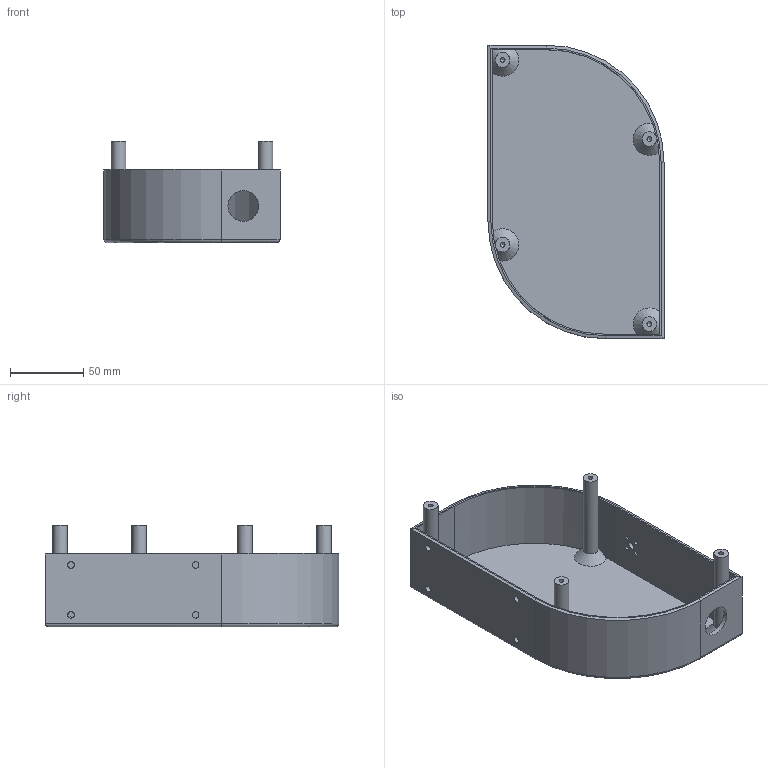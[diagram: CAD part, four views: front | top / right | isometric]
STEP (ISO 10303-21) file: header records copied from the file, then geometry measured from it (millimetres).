
FILE_DESCRIPTION(/* description */ (''),/* implementation_level */ '2;1');
FILE_NAME(/* name */ 'Panel box.stp',/* time_stamp */ '2019-10-09T15:30:38+07:00',/* author */ ('lenovo'),/* organization */ (''),/* preprocessor_version */ 'ST-DEVELOPER v16.13',/* originating_system */ 'Autodesk Inventor 2018',/* authorisation */ '');
FILE_SCHEMA (('AUTOMOTIVE_DESIGN { 1 0 10303 214 3 1 1 }'));
Length unit declared in the file: millimetre
Products named in the file (1): Panel box
Bounding box: 120 x 200 x 69 mm (x, y, z)
Volume: 163529.5 mm3; surface area: 103850.9 mm2
Topology: 1 solids, 1 shells, 57 faces, 146 edges, 92 vertices
Faces by surface type: cylinder 26, plane 19, cone 10, torus 2
Full cylindrical faces by diameter (mm): 2.6 x4, 3.242 x4, 4.5 x4, 5.04 x1, 10 x4, 21 x1
Entity records: 1634 total; most frequent: CARTESIAN_POINT 290, DIRECTION 278, ORIENTED_EDGE 216, AXIS2_PLACEMENT_3D 118, EDGE_CURVE 108, EDGE_LOOP 104, VERTEX_POINT 80, CIRCLE 58
